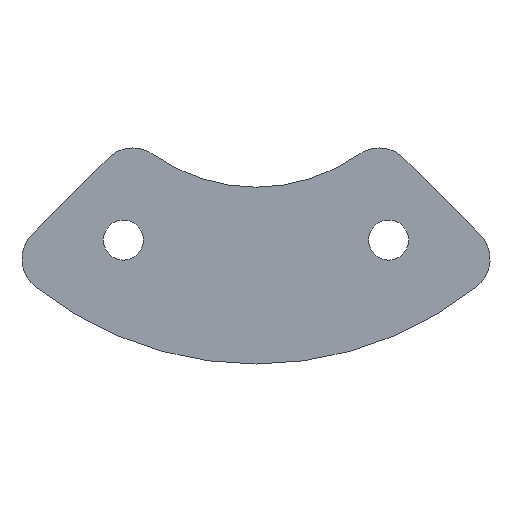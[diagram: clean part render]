
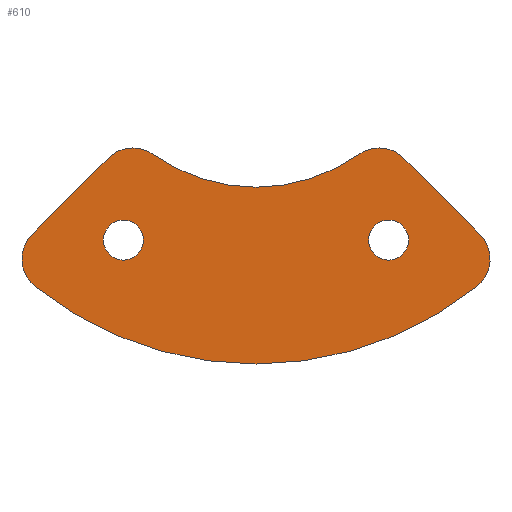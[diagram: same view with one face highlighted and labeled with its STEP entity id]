
A CAD part, front view. The second image highlights one B-rep face of the part: STEP entity #610.
In plain terms, the highlighted planar face has unit normal (0, -1, 0).
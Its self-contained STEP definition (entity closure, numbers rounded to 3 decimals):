
#3 = CARTESIAN_POINT ( 'NONE',  ( 18.974, 0., -18.974 ) ) ;
#6 = DIRECTION ( 'NONE',  ( 0., 0., 1. ) ) ;
#11 = CARTESIAN_POINT ( 'NONE',  ( -11.25, 0., -21.186 ) ) ;
#13 = ORIENTED_EDGE ( 'NONE', *, *, #159, .T. ) ;
#20 = ORIENTED_EDGE ( 'NONE', *, *, #534, .F. ) ;
#23 = CARTESIAN_POINT ( 'NONE',  ( 0., 0., 0. ) ) ;
#39 = CARTESIAN_POINT ( 'NONE',  ( -8.69, 0., -12.226 ) ) ;
#45 = CARTESIAN_POINT ( 'NONE',  ( 16.852, 0., -21.095 ) ) ;
#51 = ORIENTED_EDGE ( 'NONE', *, *, #476, .T. ) ;
#64 = VERTEX_POINT ( 'NONE', #258 ) ;
#74 = CIRCLE ( 'NONE', #430, 1.7 ) ;
#84 = ORIENTED_EDGE ( 'NONE', *, *, #589, .T. ) ;
#91 = DIRECTION ( 'NONE',  ( 0., 1., 0. ) ) ;
#102 = CARTESIAN_POINT ( 'NONE',  ( 18.725, 0., -23.439 ) ) ;
#104 = CARTESIAN_POINT ( 'NONE',  ( 11.25, 0., -19.486 ) ) ;
#107 = AXIS2_PLACEMENT_3D ( 'NONE', #360, #299, #6 ) ;
#118 = CARTESIAN_POINT ( 'NONE',  ( 11.25, 0., -21.186 ) ) ;
#120 = CARTESIAN_POINT ( 'NONE',  ( 0., 0., 0. ) ) ;
#121 = CARTESIAN_POINT ( 'NONE',  ( 11.25, 0., -19.486 ) ) ;
#128 = CARTESIAN_POINT ( 'NONE',  ( -12.55, 0., -12.55 ) ) ;
#129 = DIRECTION ( 'NONE',  ( 0., 0., 1. ) ) ;
#130 = VERTEX_POINT ( 'NONE', #756 ) ;
#135 = CIRCLE ( 'NONE', #293, 15. ) ;
#138 = VERTEX_POINT ( 'NONE', #102 ) ;
#159 = EDGE_CURVE ( 'NONE', #138, #708, #730, .T. ) ;
#164 = VERTEX_POINT ( 'NONE', #39 ) ;
#171 = DIRECTION ( 'NONE',  ( 0.707, 0., 0.707 ) ) ;
#173 = DIRECTION ( 'NONE',  ( 0., 1., 0. ) ) ;
#185 = FACE_OUTER_BOUND ( 'NONE', #758, .T. ) ;
#190 = VECTOR ( 'NONE', #356, 1000. ) ;
#194 = CIRCLE ( 'NONE', #557, 3. ) ;
#202 = CIRCLE ( 'NONE', #731, 3. ) ;
#212 = CARTESIAN_POINT ( 'NONE',  ( 0., 0., 0. ) ) ;
#213 = ORIENTED_EDGE ( 'NONE', *, *, #746, .F. ) ;
#220 = AXIS2_PLACEMENT_3D ( 'NONE', #23, #91, #732 ) ;
#224 = DIRECTION ( 'NONE',  ( 0., 0., 1. ) ) ;
#226 = VERTEX_POINT ( 'NONE', #11 ) ;
#254 = CIRCLE ( 'NONE', #643, 3. ) ;
#258 = CARTESIAN_POINT ( 'NONE',  ( -18.974, 0., -18.974 ) ) ;
#263 = CIRCLE ( 'NONE', #509, 1.7 ) ;
#268 = EDGE_CURVE ( 'NONE', #138, #659, #367, .T. ) ;
#274 = CARTESIAN_POINT ( 'NONE',  ( -11.25, 0., -19.486 ) ) ;
#277 = DIRECTION ( 'NONE',  ( 0., 1., 0. ) ) ;
#283 = VERTEX_POINT ( 'NONE', #368 ) ;
#284 = DIRECTION ( 'NONE',  ( 0., 0., 1. ) ) ;
#293 = AXIS2_PLACEMENT_3D ( 'NONE', #212, #512, #678 ) ;
#294 = CIRCLE ( 'NONE', #220, 30. ) ;
#299 = DIRECTION ( 'NONE',  ( 0., 1., 0. ) ) ;
#304 = DIRECTION ( 'NONE',  ( 0., 0., 1. ) ) ;
#319 = VERTEX_POINT ( 'NONE', #128 ) ;
#325 = EDGE_CURVE ( 'NONE', #649, #521, #666, .T. ) ;
#328 = VECTOR ( 'NONE', #171, 1000. ) ;
#330 = EDGE_CURVE ( 'NONE', #164, #319, #202, .T. ) ;
#331 = DIRECTION ( 'NONE',  ( 0., -1., 0. ) ) ;
#332 = DIRECTION ( 'NONE',  ( 0., 1., 0. ) ) ;
#351 = EDGE_CURVE ( 'NONE', #708, #130, #469, .T. ) ;
#355 = AXIS2_PLACEMENT_3D ( 'NONE', #121, #598, #129 ) ;
#356 = DIRECTION ( 'NONE',  ( -0.707, 0., 0.707 ) ) ;
#360 = CARTESIAN_POINT ( 'NONE',  ( 0., 0., 0. ) ) ;
#364 = CARTESIAN_POINT ( 'NONE',  ( 0., 0., 0. ) ) ;
#367 = CIRCLE ( 'NONE', #642, 30. ) ;
#368 = CARTESIAN_POINT ( 'NONE',  ( -11.25, 0., -17.786 ) ) ;
#402 = ORIENTED_EDGE ( 'NONE', *, *, #431, .T. ) ;
#404 = DIRECTION ( 'NONE',  ( 0., -1., 0. ) ) ;
#416 = ORIENTED_EDGE ( 'NONE', *, *, #526, .T. ) ;
#420 = VERTEX_POINT ( 'NONE', #118 ) ;
#421 = EDGE_CURVE ( 'NONE', #64, #694, #254, .T. ) ;
#426 = CARTESIAN_POINT ( 'NONE',  ( -10.429, 0., -14.671 ) ) ;
#427 = FACE_BOUND ( 'NONE', #609, .T. ) ;
#430 = AXIS2_PLACEMENT_3D ( 'NONE', #104, #633, #640 ) ;
#431 = EDGE_CURVE ( 'NONE', #420, #615, #74, .T. ) ;
#452 = DIRECTION ( 'NONE',  ( 0., 0., 1. ) ) ;
#460 = CARTESIAN_POINT ( 'NONE',  ( 0., 0., -15. ) ) ;
#465 = CARTESIAN_POINT ( 'NONE',  ( -11.25, 0., -19.486 ) ) ;
#469 = LINE ( 'NONE', #120, #190 ) ;
#473 = DIRECTION ( 'NONE',  ( 0., 1., 0. ) ) ;
#476 = EDGE_CURVE ( 'NONE', #283, #226, #528, .T. ) ;
#508 = EDGE_CURVE ( 'NONE', #521, #164, #135, .T. ) ;
#509 = AXIS2_PLACEMENT_3D ( 'NONE', #465, #277, #696 ) ;
#512 = DIRECTION ( 'NONE',  ( 0., 1., 0. ) ) ;
#521 = VERTEX_POINT ( 'NONE', #460 ) ;
#524 = LINE ( 'NONE', #628, #328 ) ;
#526 = EDGE_CURVE ( 'NONE', #130, #649, #194, .T. ) ;
#528 = CIRCLE ( 'NONE', #599, 1.7 ) ;
#529 = CARTESIAN_POINT ( 'NONE',  ( -18.725, 0., -23.439 ) ) ;
#532 = FACE_BOUND ( 'NONE', #723, .T. ) ;
#534 = EDGE_CURVE ( 'NONE', #64, #319, #524, .T. ) ;
#535 = DIRECTION ( 'NONE',  ( 0., 0., 1. ) ) ;
#538 = ORIENTED_EDGE ( 'NONE', *, *, #330, .T. ) ;
#540 = CARTESIAN_POINT ( 'NONE',  ( 8.69, 0., -12.226 ) ) ;
#541 = ORIENTED_EDGE ( 'NONE', *, *, #351, .T. ) ;
#543 = PLANE ( 'NONE',  #669 ) ;
#546 = ORIENTED_EDGE ( 'NONE', *, *, #421, .T. ) ;
#553 = EDGE_CURVE ( 'NONE', #226, #283, #263, .T. ) ;
#557 = AXIS2_PLACEMENT_3D ( 'NONE', #757, #744, #224 ) ;
#571 = ORIENTED_EDGE ( 'NONE', *, *, #508, .T. ) ;
#580 = AXIS2_PLACEMENT_3D ( 'NONE', #45, #331, #284 ) ;
#582 = CIRCLE ( 'NONE', #355, 1.7 ) ;
#589 = EDGE_CURVE ( 'NONE', #615, #420, #582, .T. ) ;
#591 = CARTESIAN_POINT ( 'NONE',  ( 0., 0., -30. ) ) ;
#595 = ORIENTED_EDGE ( 'NONE', *, *, #325, .T. ) ;
#598 = DIRECTION ( 'NONE',  ( 0., 1., 0. ) ) ;
#599 = AXIS2_PLACEMENT_3D ( 'NONE', #274, #332, #637 ) ;
#609 = EDGE_LOOP ( 'NONE', ( #51, #700 ) ) ;
#610 = ADVANCED_FACE ( 'NONE', ( #427, #532, #185 ), #543, .F. ) ;
#615 = VERTEX_POINT ( 'NONE', #707 ) ;
#628 = CARTESIAN_POINT ( 'NONE',  ( 0., 0., 0. ) ) ;
#633 = DIRECTION ( 'NONE',  ( 0., 1., 0. ) ) ;
#637 = DIRECTION ( 'NONE',  ( 0., 0., 1. ) ) ;
#640 = DIRECTION ( 'NONE',  ( 0., 0., 1. ) ) ;
#642 = AXIS2_PLACEMENT_3D ( 'NONE', #653, #173, #714 ) ;
#643 = AXIS2_PLACEMENT_3D ( 'NONE', #753, #404, #452 ) ;
#644 = DIRECTION ( 'NONE',  ( 0., -1., 0. ) ) ;
#649 = VERTEX_POINT ( 'NONE', #540 ) ;
#653 = CARTESIAN_POINT ( 'NONE',  ( 0., 0., 0. ) ) ;
#659 = VERTEX_POINT ( 'NONE', #591 ) ;
#666 = CIRCLE ( 'NONE', #107, 15. ) ;
#669 = AXIS2_PLACEMENT_3D ( 'NONE', #364, #473, #304 ) ;
#678 = DIRECTION ( 'NONE',  ( 0., 0., 1. ) ) ;
#694 = VERTEX_POINT ( 'NONE', #529 ) ;
#696 = DIRECTION ( 'NONE',  ( 0., 0., 1. ) ) ;
#697 = ORIENTED_EDGE ( 'NONE', *, *, #268, .F. ) ;
#700 = ORIENTED_EDGE ( 'NONE', *, *, #553, .T. ) ;
#707 = CARTESIAN_POINT ( 'NONE',  ( 11.25, 0., -17.786 ) ) ;
#708 = VERTEX_POINT ( 'NONE', #3 ) ;
#714 = DIRECTION ( 'NONE',  ( 0., 0., 1. ) ) ;
#723 = EDGE_LOOP ( 'NONE', ( #84, #402 ) ) ;
#730 = CIRCLE ( 'NONE', #580, 3. ) ;
#731 = AXIS2_PLACEMENT_3D ( 'NONE', #426, #644, #535 ) ;
#732 = DIRECTION ( 'NONE',  ( 0., 0., 1. ) ) ;
#744 = DIRECTION ( 'NONE',  ( 0., -1., 0. ) ) ;
#746 = EDGE_CURVE ( 'NONE', #659, #694, #294, .T. ) ;
#753 = CARTESIAN_POINT ( 'NONE',  ( -16.852, 0., -21.095 ) ) ;
#756 = CARTESIAN_POINT ( 'NONE',  ( 12.55, 0., -12.55 ) ) ;
#757 = CARTESIAN_POINT ( 'NONE',  ( 10.429, 0., -14.671 ) ) ;
#758 = EDGE_LOOP ( 'NONE', ( #595, #571, #538, #20, #546, #213, #697, #13, #541, #416 ) ) ;
